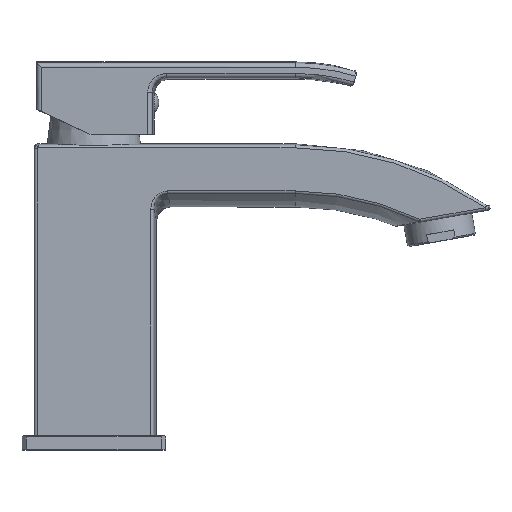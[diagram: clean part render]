
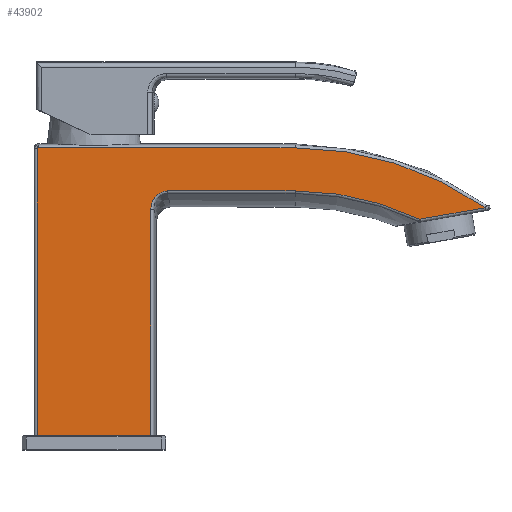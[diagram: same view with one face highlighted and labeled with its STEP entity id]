
A CAD part, top view. The second image highlights one B-rep face of the part: STEP entity #43902.
In plain terms, the highlighted planar face has unit normal (0, 0, 1).
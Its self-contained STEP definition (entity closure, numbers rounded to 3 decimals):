
#4242=DIRECTION('',(1.,0.,0.));
#4243=VECTOR('',#4242,39.602);
#4244=CARTESIAN_POINT('',(-19.75,-84.5,18.25));
#4245=LINE('',#4244,#4243);
#4246=DIRECTION('',(0.,-1.,0.));
#4247=VECTOR('',#4246,100.058);
#4248=CARTESIAN_POINT('',(-19.75,15.558,18.25));
#4249=LINE('',#4248,#4247);
#4250=DIRECTION('',(-1.,0.,0.));
#4251=VECTOR('',#4250,89.75);
#4252=CARTESIAN_POINT('',(70.,15.558,18.25));
#4253=LINE('',#4252,#4251);
#4254=CARTESIAN_POINT('',(70.,-100.,18.25));
#4255=DIRECTION('',(0.,0.,1.));
#4256=DIRECTION('',(0.572,0.82,0.));
#4257=AXIS2_PLACEMENT_3D('',#4254,#4255,#4256);
#4259=DIRECTION('',(0.985,0.174,0.));
#4260=VECTOR('',#4259,23.115);
#4261=CARTESIAN_POINT('',(113.391,-9.266,18.25));
#4262=LINE('',#4261,#4260);
#4263=CARTESIAN_POINT('',(70.,-100.,18.25));
#4264=DIRECTION('',(0.,0.,1.));
#4265=DIRECTION('',(0.431,0.902,0.));
#4266=AXIS2_PLACEMENT_3D('',#4263,#4264,#4265);
#4268=DIRECTION('',(-1.,0.,0.));
#4269=VECTOR('',#4268,44.444);
#4270=CARTESIAN_POINT('',(70.,0.575,18.25));
#4271=LINE('',#4270,#4269);
#4272=CARTESIAN_POINT('',(25.556,0.575,18.25));
#4273=CARTESIAN_POINT('',(25.457,0.575,18.25));
#4274=CARTESIAN_POINT('',(25.26,0.569,18.25));
#4275=CARTESIAN_POINT('',(24.967,0.545,18.25));
#4276=CARTESIAN_POINT('',(24.678,0.504,18.25));
#4277=CARTESIAN_POINT('',(24.392,0.447,18.25));
#4278=CARTESIAN_POINT('',(24.11,0.374,18.25));
#4279=CARTESIAN_POINT('',(23.831,0.284,18.25));
#4280=CARTESIAN_POINT('',(23.556,0.179,18.25));
#4281=CARTESIAN_POINT('',(23.286,0.058,18.25));
#4282=CARTESIAN_POINT('',(23.021,-0.079,
18.25));
#4283=CARTESIAN_POINT('',(22.762,-0.232,
18.25));
#4284=CARTESIAN_POINT('',(22.508,-0.402,
18.25));
#4285=CARTESIAN_POINT('',(22.259,-0.589,
18.25));
#4286=CARTESIAN_POINT('',(22.019,-0.791,18.25));
#4287=CARTESIAN_POINT('',(21.787,-1.008,18.25));
#4288=CARTESIAN_POINT('',(21.563,-1.243,18.25));
#4289=CARTESIAN_POINT('',(21.348,-1.494,18.25));
#4290=CARTESIAN_POINT('',(21.144,-1.76,18.25));
#4291=CARTESIAN_POINT('',(20.952,-2.041,18.25));
#4292=CARTESIAN_POINT('',(20.772,-2.336,18.25));
#4293=CARTESIAN_POINT('',(20.605,-2.646,18.25));
#4294=CARTESIAN_POINT('',(20.452,-2.969,18.25));
#4295=CARTESIAN_POINT('',(20.315,-3.303,18.25));
#4296=CARTESIAN_POINT('',(20.194,-3.649,18.25));
#4297=CARTESIAN_POINT('',(20.091,-4.003,18.25));
#4298=CARTESIAN_POINT('',(20.005,-4.367,18.25));
#4299=CARTESIAN_POINT('',(19.937,-4.737,18.25));
#4300=CARTESIAN_POINT('',(19.888,-5.113,18.25));
#4301=CARTESIAN_POINT('',(19.859,-5.493,18.25));
#4302=CARTESIAN_POINT('',(19.852,-5.748,18.25));
#4303=CARTESIAN_POINT('',(19.852,-5.875,18.25));
#4305=DIRECTION('',(0.,-1.,0.));
#4306=VECTOR('',#4305,78.625);
#4307=CARTESIAN_POINT('',(19.852,-5.875,18.25));
#4308=LINE('',#4307,#4306);
#12961=CARTESIAN_POINT('',(-19.75,15.558,18.25));
#33656=VERTEX_POINT('',#4272);
#33657=VERTEX_POINT('',#4303);
#33660=CARTESIAN_POINT('',(70.,0.575,18.25));
#33661=VERTEX_POINT('',#33660);
#33662=CARTESIAN_POINT('',(113.391,-9.266,18.25));
#33663=VERTEX_POINT('',#33662);
#33664=CARTESIAN_POINT('',(136.155,-5.252,18.25));
#33665=VERTEX_POINT('',#33664);
#33666=CARTESIAN_POINT('',(70.,15.558,18.25));
#33667=VERTEX_POINT('',#33666);
#33742=VERTEX_POINT('',#12961);
#40403=CARTESIAN_POINT('',(-19.75,-84.5,18.25));
#40404=CARTESIAN_POINT('',(19.852,-84.5,18.25));
#40405=VERTEX_POINT('',#40403);
#40406=VERTEX_POINT('',#40404);
#43878=CARTESIAN_POINT('',(-20.75,0.,18.25));
#43879=DIRECTION('',(0.,0.,1.));
#43880=DIRECTION('',(1.,0.,0.));
#43881=AXIS2_PLACEMENT_3D('',#43878,#43879,#43880);
#43882=PLANE('',#43881);
#43884=ORIENTED_EDGE('',*,*,#43883,.F.);
#43886=ORIENTED_EDGE('',*,*,#43885,.F.);
#43888=ORIENTED_EDGE('',*,*,#43887,.F.);
#43889=ORIENTED_EDGE('',*,*,#43861,.F.);
#43891=ORIENTED_EDGE('',*,*,#43890,.F.);
#43893=ORIENTED_EDGE('',*,*,#43892,.T.);
#43895=ORIENTED_EDGE('',*,*,#43894,.T.);
#43897=ORIENTED_EDGE('',*,*,#43896,.T.);
#43899=ORIENTED_EDGE('',*,*,#43898,.T.);
#43900=EDGE_LOOP('',(#43884,#43886,#43888,#43889,#43891,#43893,#43895,#43897,
#43899));
#43901=FACE_OUTER_BOUND('',#43900,.F.);
#43902=ADVANCED_FACE('',(#43901),#43882,.T.);
#4258=CIRCLE('',#4257,115.558);
#4267=CIRCLE('',#4266,100.575);
#4304=B_SPLINE_CURVE_WITH_KNOTS('',3,(#4272,#4273,#4274,#4275,#4276,#4277,#4278,
#4279,#4280,#4281,#4282,#4283,#4284,#4285,#4286,#4287,#4288,#4289,#4290,#4291,
#4292,#4293,#4294,#4295,#4296,#4297,#4298,#4299,#4300,#4301,#4302,#4303),
.UNSPECIFIED.,.F.,.F.,(4,1,1,1,1,1,1,1,1,1,1,1,1,1,1,1,1,1,1,1,1,1,1,1,1,1,1,1,
1,4),(0.,0.034,0.069,0.103,
0.138,0.172,0.207,0.241,
0.276,0.31,0.345,0.379,
0.414,0.448,0.483,0.517,
0.552,0.586,0.621,0.655,
0.69,0.724,0.759,0.793,
0.828,0.862,0.897,0.931,
0.966,1.),.UNSPECIFIED.);
#43861=EDGE_CURVE('',#33665,#33667,#4258,.T.);
#43883=EDGE_CURVE('',#40405,#40406,#4245,.T.);
#43885=EDGE_CURVE('',#33742,#40405,#4249,.T.);
#43887=EDGE_CURVE('',#33667,#33742,#4253,.T.);
#43890=EDGE_CURVE('',#33663,#33665,#4262,.T.);
#43892=EDGE_CURVE('',#33663,#33661,#4267,.T.);
#43894=EDGE_CURVE('',#33661,#33656,#4271,.T.);
#43896=EDGE_CURVE('',#33656,#33657,#4304,.T.);
#43898=EDGE_CURVE('',#33657,#40406,#4308,.T.);
